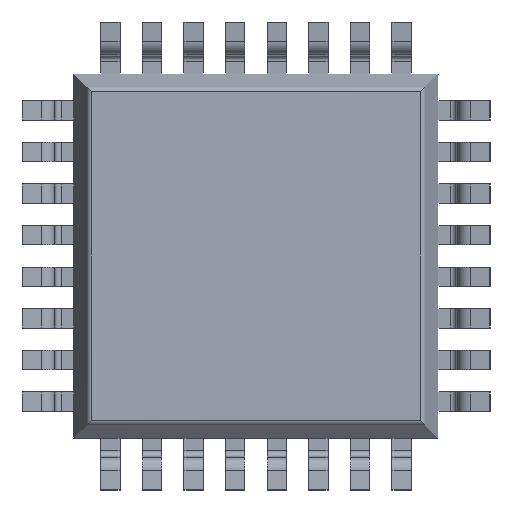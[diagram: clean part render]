
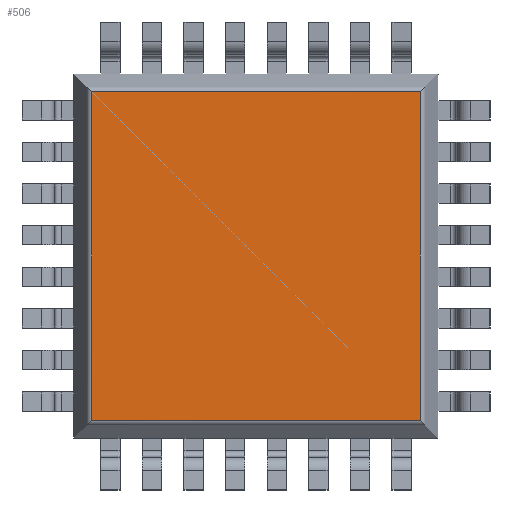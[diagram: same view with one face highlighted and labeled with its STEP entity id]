
A CAD part, front view. The second image highlights one B-rep face of the part: STEP entity #506.
In plain terms, the highlighted planar face has unit normal (0, -1, 0).
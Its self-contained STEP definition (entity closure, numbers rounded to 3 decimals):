
#506=ADVANCED_FACE('',(#1379),#1380,.T.);
#1379=FACE_OUTER_BOUND('',#2262,.T.);
#1380=PLANE('',#2263);
#2262=EDGE_LOOP('',(#5906,#5907,#5908,#5909));
#2263=AXIS2_PLACEMENT_3D('',#5910,#5911,#5912);
#5906=ORIENTED_EDGE('',*,*,#7235,.F.);
#5907=ORIENTED_EDGE('',*,*,#7291,.F.);
#5908=ORIENTED_EDGE('',*,*,#7276,.T.);
#5909=ORIENTED_EDGE('',*,*,#7292,.T.);
#5910=CARTESIAN_POINT('',(7.0,0.082,0.));
#5911=DIRECTION('',(0.,-1.0,0.));
#5912=DIRECTION('',(0.,0.,1.0));
#7235=EDGE_CURVE('',#9243,#9238,#9245,.T.);
#7276=EDGE_CURVE('',#9305,#9303,#9306,.T.);
#7291=EDGE_CURVE('',#9305,#9243,#9321,.T.);
#7292=EDGE_CURVE('',#9303,#9238,#9322,.T.);
#9238=VERTEX_POINT('',#12166);
#9243=VERTEX_POINT('',#12172);
#9245=LINE('',#12174,#12175);
#9303=VERTEX_POINT('',#12268);
#9305=VERTEX_POINT('',#12270);
#9306=LINE('',#12271,#12272);
#9321=LINE('',#12300,#12301);
#9322=LINE('',#12302,#12303);
#12166=CARTESIAN_POINT('',(0.345,0.082,3.155));
#12172=CARTESIAN_POINT('',(0.345,0.082,-3.155));
#12174=CARTESIAN_POINT('',(0.345,0.082,-10.0));
#12175=VECTOR('',#14019,1.0);
#12268=CARTESIAN_POINT('',(6.655,0.082,3.155));
#12270=CARTESIAN_POINT('',(6.655,0.082,-3.155));
#12271=CARTESIAN_POINT('',(6.655,0.082,0.));
#12272=VECTOR('',#14070,1.0);
#12300=CARTESIAN_POINT('',(7.0,0.082,-3.155));
#12301=VECTOR('',#14087,1.0);
#12302=CARTESIAN_POINT('',(7.0,0.082,3.155));
#12303=VECTOR('',#14088,1.0);
#14019=DIRECTION('',(0.,0.,1.0));
#14070=DIRECTION('',(0.0,0.0,1.0));
#14087=DIRECTION('',(-1.0,0.0,0.));
#14088=DIRECTION('',(-1.0,0.0,0.));
